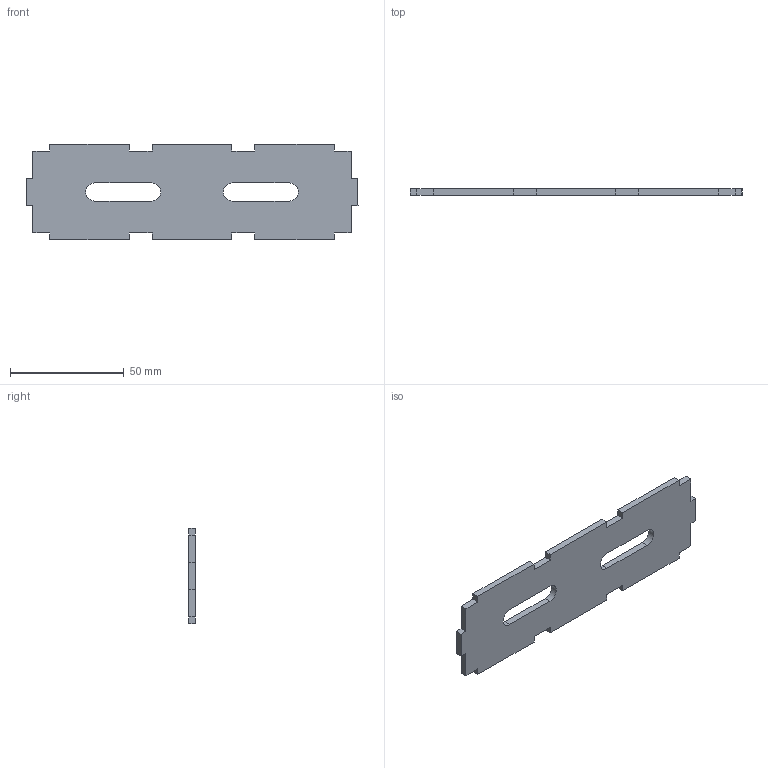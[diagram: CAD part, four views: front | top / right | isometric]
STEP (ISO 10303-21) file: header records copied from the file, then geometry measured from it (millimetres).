
FILE_DESCRIPTION(/* description */ (''),/* implementation_level */ '2;1');
FILE_NAME(/* name */ '10-Short lower wall.step',/* time_stamp */ '2018-10-11T14:19:49+02:00',/* author */ ('Rodrigo HC'),/* organization */ (''),/* preprocessor_version */ 'ST-DEVELOPER v16.1',/* originating_system */ 'Autodesk Inventor 2016',/* authorisation */ '');
FILE_SCHEMA (('AUTOMOTIVE_DESIGN { 1 0 10303 214 3 1 1 }'));
Length unit declared in the file: millimetre
Products named in the file (1): paredCORTA-bujero
Bounding box: 145.78 x 3 x 42 mm (x, y, z)
Volume: 15700.2 mm3; surface area: 12116.3 mm2
Topology: 1 solids, 1 shells, 46 faces, 132 edges, 88 vertices
Faces by surface type: plane 42, cylinder 4
Entity records: 1516 total; most frequent: CARTESIAN_POINT 267, ORIENTED_EDGE 264, DIRECTION 234, EDGE_CURVE 132, LINE 124, VECTOR 124, VERTEX_POINT 88, AXIS2_PLACEMENT_3D 55
